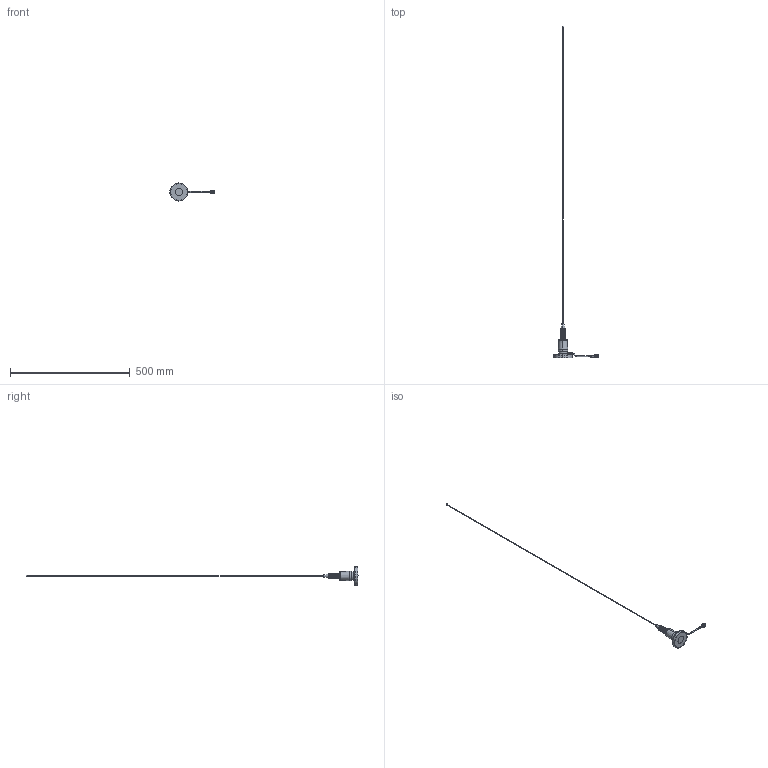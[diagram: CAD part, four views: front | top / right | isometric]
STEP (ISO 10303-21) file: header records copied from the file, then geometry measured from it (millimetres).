
FILE_DESCRIPTION (( 'STEP AP214' ), '1' );
FILE_NAME ('FMANMOB1008-TM_3D.step', '2023-03-15T17:50:56', ( '' ), ( '' ), 'SwSTEP 2.0', 'SolidWorks 2022', '' );
FILE_SCHEMA (( 'AUTOMOTIVE_DESIGN' ));
Length unit declared in the file: inch
Products named in the file (6): Copy of TM 230124^FMMA1-TMA10; FMMA1-TMA10; Copy of HeatShrink-195-3_230124^FMMA1-TMA10; FMANMOB1008-TM_3D; Copy of NMO Base w Cable^FMMA1-TMA10; 1086 230124
Assembly tree (5 placements, depth 3):
  FMANMOB1008-TM_3D
    FMMA1-TMA10
      Copy of NMO Base w Cable^FMMA1-TMA10
      Copy of HeatShrink-195-3_230124^FMMA1-TMA10
      Copy of TM 230124^FMMA1-TMA10
    1086 230124
Bounding box: 184.6 x 1383.42 x 76 mm (x, y, z)
Volume: 140598.8 mm3; surface area: 75834.3 mm2
Topology: 11 solids, 11 shells, 2809 faces, 5994 edges, 3215 vertices
Faces by surface type: bspline 2016, cylinder 646, plane 90, cone 47, torus 8, sphere 2
Entity records: 114177 total; most frequent: CARTESIAN_POINT 74244, ORIENTED_EDGE 11960, EDGE_CURVE 5980, VERTEX_POINT 3212, EDGE_LOOP 2846, FACE_OUTER_BOUND 2809, ADVANCED_FACE 2809, DIRECTION 2765
